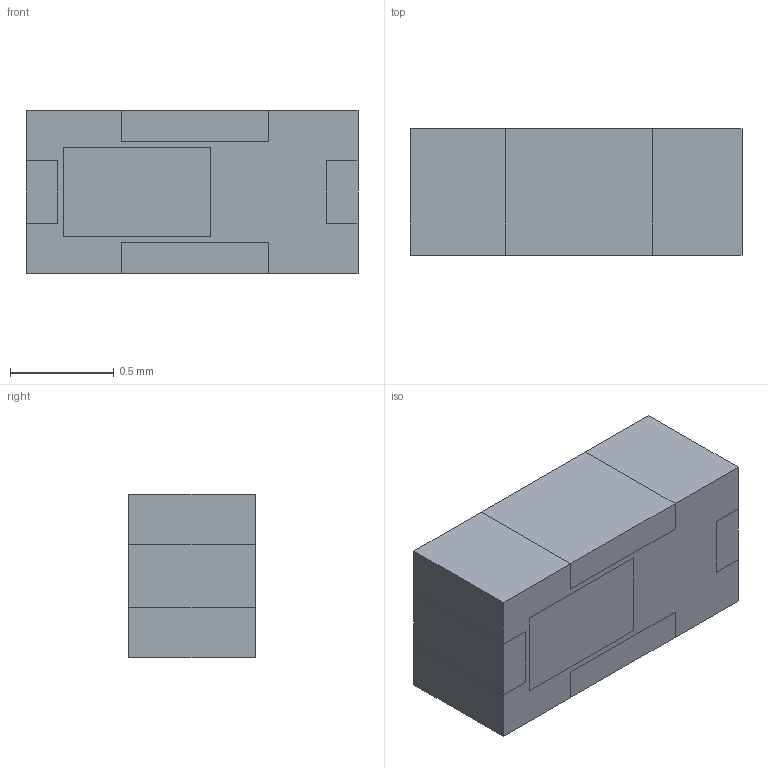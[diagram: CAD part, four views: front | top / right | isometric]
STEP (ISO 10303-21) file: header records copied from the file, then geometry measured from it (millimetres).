
FILE_DESCRIPTION (( 'STEP AP214' ), '1' );
FILE_NAME ('LFCW-1062+.STEP', '2023-07-04T13:00:47', ( '' ), ( '' ), 'SwSTEP 2.0', 'SolidWorks 2022', '' );
FILE_SCHEMA (( 'AUTOMOTIVE_DESIGN' ));
Length unit declared in the file: millimetre
Products named in the file (1): LFCW-1062+
Bounding box: 1.6 x 0.61 x 0.79 mm (x, y, z)
Volume: 0.8 mm3; surface area: 12.2 mm2
Topology: 6 solids, 6 shells, 56 faces, 132 edges, 88 vertices
Faces by surface type: plane 56
Entity records: 1659 total; most frequent: CARTESIAN_POINT 277, ORIENTED_EDGE 264, DIRECTION 246, EDGE_CURVE 132, VECTOR 132, LINE 132, VERTEX_POINT 88, EDGE_LOOP 58
